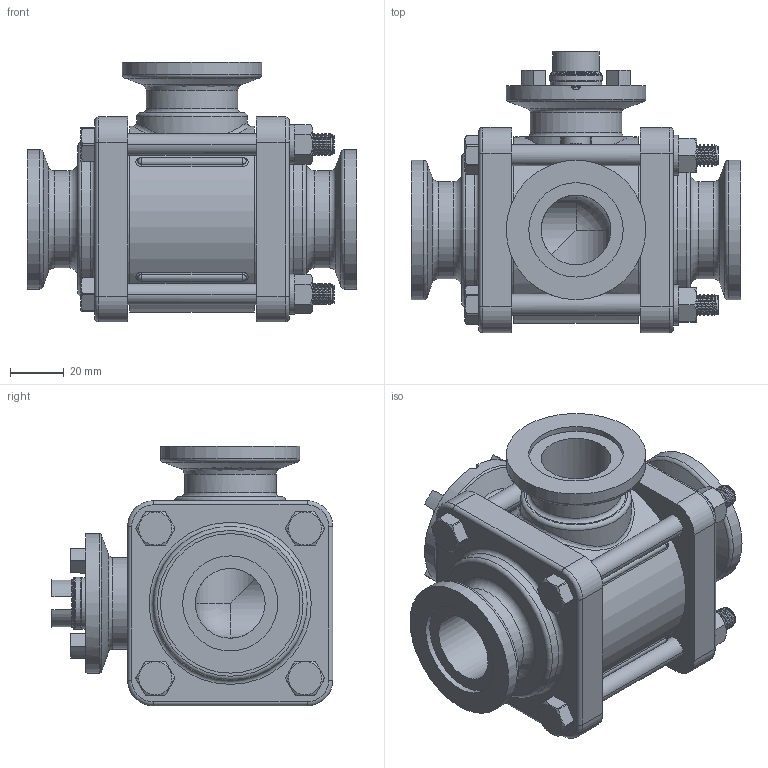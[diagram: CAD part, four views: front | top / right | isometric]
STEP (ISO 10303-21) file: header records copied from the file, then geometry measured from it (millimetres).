
FILE_DESCRIPTION(/* description */ ('1" FP SL Manifold Style VE BODY'),/* implementation_level */ '2;1');
FILE_NAME(/* name */ 'MEV100SLXR1.stp',/* time_stamp */ '2014-07-31T11:29:16-04:00',/* author */ ('mclevenger'),/* organization */ (''),/* preprocessor_version */ 'ST-DEVELOPER v15.2',/* originating_system */ 'Autodesk Inventor 2014',/* authorisation */ '');
FILE_SCHEMA (('AUTOMOTIVE_DESIGN { 1 0 10303 214 3 1 1 }'));
Length unit declared in the file: inch
Products named in the file (16): MEV10354ASX; MEV10354AS; MEV10151SS; FP26041E; FP26041; UV15163; MEV10151; V10117; V10118; V10119; VE10258A; VE10264E; V10278X; VE10278A; VE10355; MEV100SLXR1
Bounding box: 122.56 x 104.58 x 96.52 mm (x, y, z)
Volume: 356471.5 mm3; surface area: 127208.4 mm2
Topology: 26 solids, 26 shells, 1291 faces, 2844 edges, 1643 vertices
Faces by surface type: cylinder 511, cone 428, plane 224, torus 92, bspline 22, sphere 14
Full cylindrical faces by diameter (mm): 8.89 x8, 14.275 x2, 16.205 x1, 16.383 x2, 19.05 x4, 19.304 x1, 19.431 x2, 20.625 x2, 20.777 x1, 25.4 x1, 25.908 x9, 34.036 x2, 35.052 x1, 35.306 x2, 36.068 x2, 37.973 x2, 38.1 x2, 41.148 x1, 44.958 x2, 51.816 x4, 53.848 x1, 53.95 x2, 57.15 x2, 60.325 x2, 62.992 x2, 63.5 x2
Entity records: 19189 total; most frequent: CARTESIAN_POINT 7092, DIRECTION 2504, ORIENTED_EDGE 2272, EDGE_CURVE 1136, AXIS2_PLACEMENT_3D 1040, VERTEX_POINT 732, EDGE_LOOP 710, ADVANCED_FACE 553
